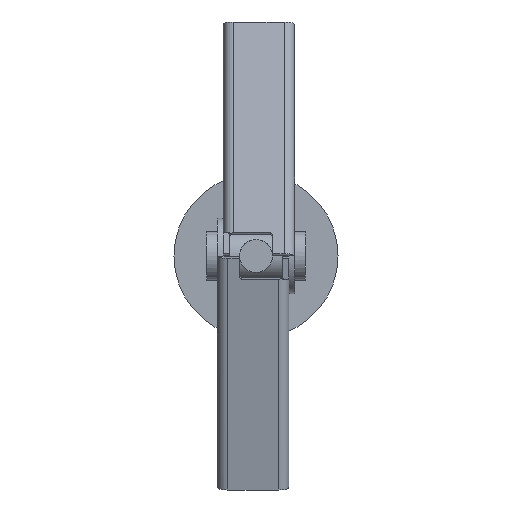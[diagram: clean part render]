
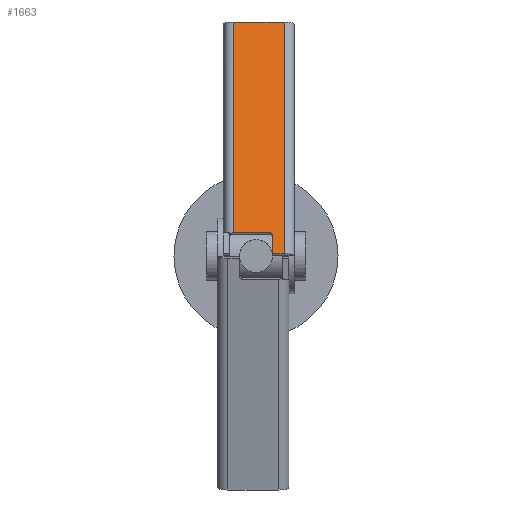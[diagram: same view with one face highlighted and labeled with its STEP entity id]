
A CAD part, left-side view. The second image highlights one B-rep face of the part: STEP entity #1663.
In plain terms, the highlighted face is planar.
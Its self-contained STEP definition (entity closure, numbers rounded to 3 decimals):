
#80=LINE('',#2669,#226);
#87=LINE('',#2695,#233);
#100=LINE('',#2725,#246);
#101=LINE('',#2727,#247);
#102=LINE('',#2729,#248);
#103=LINE('',#2730,#249);
#226=VECTOR('',#2136,1000.);
#233=VECTOR('',#2151,1000.);
#246=VECTOR('',#2178,1000.);
#247=VECTOR('',#2179,1000.);
#248=VECTOR('',#2180,1000.);
#249=VECTOR('',#2181,1000.);
#356=PLANE('',#1844);
#611=ORIENTED_EDGE('',*,*,#985,.F.);
#612=ORIENTED_EDGE('',*,*,#970,.F.);
#613=ORIENTED_EDGE('',*,*,#986,.T.);
#614=ORIENTED_EDGE('',*,*,#987,.T.);
#615=ORIENTED_EDGE('',*,*,#959,.F.);
#616=ORIENTED_EDGE('',*,*,#988,.F.);
#617=ORIENTED_EDGE('',*,*,#989,.F.);
#959=EDGE_CURVE('',#1168,#1169,#80,.T.);
#970=EDGE_CURVE('',#1179,#1175,#87,.T.);
#985=EDGE_CURVE('',#1175,#1190,#100,.T.);
#986=EDGE_CURVE('',#1179,#1191,#101,.T.);
#987=EDGE_CURVE('',#1191,#1169,#102,.T.);
#988=EDGE_CURVE('',#1192,#1168,#103,.T.);
#989=EDGE_CURVE('',#1190,#1192,#1312,.F.);
#1168=VERTEX_POINT('',#2668);
#1169=VERTEX_POINT('',#2670);
#1175=VERTEX_POINT('',#2686);
#1179=VERTEX_POINT('',#2694);
#1190=VERTEX_POINT('',#2726);
#1191=VERTEX_POINT('',#2728);
#1192=VERTEX_POINT('',#2731);
#1312=CIRCLE('',#1845,0.3);
#1401=EDGE_LOOP('',(#611,#612,#613,#614,#615,#616,#617));
#1523=FACE_BOUND('',#1401,.T.);
#1663=ADVANCED_FACE('',(#1523),#356,.F.);
#1844=AXIS2_PLACEMENT_3D('',#2724,#2176,#2177);
#1845=AXIS2_PLACEMENT_3D('',#2732,#2182,#2183);
#2136=DIRECTION('',(0.242,0.,-0.97));
#2151=DIRECTION('',(0.,-1.,0.));
#2176=DIRECTION('',(0.97,0.,0.242));
#2177=DIRECTION('',(0.242,0.,-0.97));
#2178=DIRECTION('',(0.242,0.,-0.97));
#2179=DIRECTION('',(0.242,0.,-0.97));
#2180=DIRECTION('',(0.,-1.,0.));
#2181=DIRECTION('',(0.,-1.,0.));
#2182=DIRECTION('',(0.97,0.,0.242));
#2183=DIRECTION('',(0.242,0.,-0.97));
#2668=CARTESIAN_POINT('',(-5.071,-2.75,-2.81));
#2669=CARTESIAN_POINT('',(-5.917,-2.75,0.586));
#2670=CARTESIAN_POINT('',(1.34,-2.75,-28.523));
#2686=CARTESIAN_POINT('',(-5.7,2.,-0.287));
#2694=CARTESIAN_POINT('',(-5.7,3.45,-0.287));
#2695=CARTESIAN_POINT('',(-5.7,4.7,-0.287));
#2724=CARTESIAN_POINT('',(1.34,4.7,-28.523));
#2725=CARTESIAN_POINT('',(1.34,2.,-28.523));
#2726=CARTESIAN_POINT('',(-5.143,2.,-2.519));
#2727=CARTESIAN_POINT('',(-5.917,3.45,0.586));
#2728=CARTESIAN_POINT('',(1.34,3.45,-28.523));
#2729=CARTESIAN_POINT('',(1.34,4.7,-28.523));
#2730=CARTESIAN_POINT('',(-5.071,4.7,-2.81));
#2731=CARTESIAN_POINT('',(-5.071,1.7,-2.81));
#2732=CARTESIAN_POINT('',(-5.143,1.7,-2.519));
